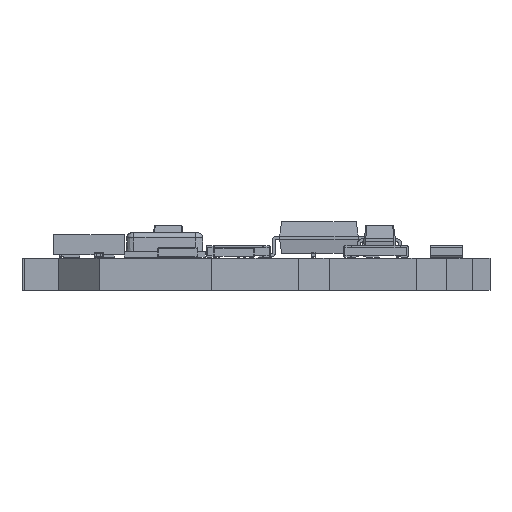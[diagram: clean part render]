
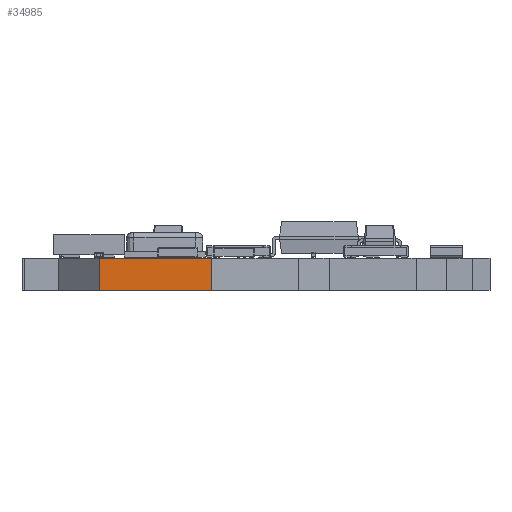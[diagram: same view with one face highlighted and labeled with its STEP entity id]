
A CAD part, front view. The second image highlights one B-rep face of the part: STEP entity #34985.
In plain terms, the highlighted planar face has unit normal (0, -1, 0).
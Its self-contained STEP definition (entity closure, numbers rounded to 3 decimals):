
#33175 = PLANE('',#33176);
#33176 = AXIS2_PLACEMENT_3D('',#33177,#33178,#33179);
#33177 = CARTESIAN_POINT('',(173.053,-34.197,1.6));
#33178 = DIRECTION('',(-0.,-0.,-1.));
#33179 = DIRECTION('',(-1.,0.,0.));
#33229 = PLANE('',#33230);
#33230 = AXIS2_PLACEMENT_3D('',#33231,#33232,#33233);
#33231 = CARTESIAN_POINT('',(173.053,-34.197,0.));
#33232 = DIRECTION('',(-0.,-0.,-1.));
#33233 = DIRECTION('',(-1.,0.,0.));
#33590 = VERTEX_POINT('',#33591);
#33591 = CARTESIAN_POINT('',(172.466,-53.848,0.));
#33605 = PLANE('',#33606);
#33606 = AXIS2_PLACEMENT_3D('',#33607,#33608,#33609);
#33607 = CARTESIAN_POINT('',(176.784,-49.53,0.));
#33608 = DIRECTION('',(0.707,-0.707,0.));
#33609 = DIRECTION('',(-0.707,-0.707,0.));
#33617 = EDGE_CURVE('',#33590,#33618,#33620,.T.);
#33618 = VERTEX_POINT('',#33619);
#33619 = CARTESIAN_POINT('',(166.878,-53.848,0.));
#33620 = SURFACE_CURVE('',#33621,(#33625,#33632),.PCURVE_S1.);
#33621 = LINE('',#33622,#33623);
#33622 = CARTESIAN_POINT('',(172.466,-53.848,0.));
#33623 = VECTOR('',#33624,1.);
#33624 = DIRECTION('',(-1.,0.,0.));
#33625 = PCURVE('',#33229,#33626);
#33626 = DEFINITIONAL_REPRESENTATION('',(#33627),#33631);
#33627 = LINE('',#33628,#33629);
#33628 = CARTESIAN_POINT('',(0.587,-19.651));
#33629 = VECTOR('',#33630,1.);
#33630 = DIRECTION('',(1.,0.));
#33631 = ( GEOMETRIC_REPRESENTATION_CONTEXT(2) 
PARAMETRIC_REPRESENTATION_CONTEXT() REPRESENTATION_CONTEXT('2D SPACE',''
  ) );
#33632 = PCURVE('',#33633,#33638);
#33633 = PLANE('',#33634);
#33634 = AXIS2_PLACEMENT_3D('',#33635,#33636,#33637);
#33635 = CARTESIAN_POINT('',(172.466,-53.848,0.));
#33636 = DIRECTION('',(0.,-1.,0.));
#33637 = DIRECTION('',(-1.,0.,0.));
#33638 = DEFINITIONAL_REPRESENTATION('',(#33639),#33643);
#33639 = LINE('',#33640,#33641);
#33640 = CARTESIAN_POINT('',(0.,-0.));
#33641 = VECTOR('',#33642,1.);
#33642 = DIRECTION('',(1.,0.));
#33643 = ( GEOMETRIC_REPRESENTATION_CONTEXT(2) 
PARAMETRIC_REPRESENTATION_CONTEXT() REPRESENTATION_CONTEXT('2D SPACE',''
  ) );
#33661 = PLANE('',#33662);
#33662 = AXIS2_PLACEMENT_3D('',#33663,#33664,#33665);
#33663 = CARTESIAN_POINT('',(166.878,-53.848,0.));
#33664 = DIRECTION('',(-0.707,-0.707,0.));
#33665 = DIRECTION('',(-0.707,0.707,0.));
#34177 = VERTEX_POINT('',#34178);
#34178 = CARTESIAN_POINT('',(172.466,-53.848,1.6));
#34199 = EDGE_CURVE('',#34177,#34200,#34202,.T.);
#34200 = VERTEX_POINT('',#34201);
#34201 = CARTESIAN_POINT('',(166.878,-53.848,1.6));
#34202 = SURFACE_CURVE('',#34203,(#34207,#34214),.PCURVE_S1.);
#34203 = LINE('',#34204,#34205);
#34204 = CARTESIAN_POINT('',(172.466,-53.848,1.6));
#34205 = VECTOR('',#34206,1.);
#34206 = DIRECTION('',(-1.,0.,0.));
#34207 = PCURVE('',#33175,#34208);
#34208 = DEFINITIONAL_REPRESENTATION('',(#34209),#34213);
#34209 = LINE('',#34210,#34211);
#34210 = CARTESIAN_POINT('',(0.587,-19.651));
#34211 = VECTOR('',#34212,1.);
#34212 = DIRECTION('',(1.,0.));
#34213 = ( GEOMETRIC_REPRESENTATION_CONTEXT(2) 
PARAMETRIC_REPRESENTATION_CONTEXT() REPRESENTATION_CONTEXT('2D SPACE',''
  ) );
#34214 = PCURVE('',#33633,#34215);
#34215 = DEFINITIONAL_REPRESENTATION('',(#34216),#34220);
#34216 = LINE('',#34217,#34218);
#34217 = CARTESIAN_POINT('',(0.,-1.6));
#34218 = VECTOR('',#34219,1.);
#34219 = DIRECTION('',(1.,0.));
#34220 = ( GEOMETRIC_REPRESENTATION_CONTEXT(2) 
PARAMETRIC_REPRESENTATION_CONTEXT() REPRESENTATION_CONTEXT('2D SPACE',''
  ) );
#34937 = EDGE_CURVE('',#33590,#34177,#34938,.T.);
#34938 = SURFACE_CURVE('',#34939,(#34943,#34950),.PCURVE_S1.);
#34939 = LINE('',#34940,#34941);
#34940 = CARTESIAN_POINT('',(172.466,-53.848,0.));
#34941 = VECTOR('',#34942,1.);
#34942 = DIRECTION('',(0.,0.,1.));
#34943 = PCURVE('',#33605,#34944);
#34944 = DEFINITIONAL_REPRESENTATION('',(#34945),#34949);
#34945 = LINE('',#34946,#34947);
#34946 = CARTESIAN_POINT('',(6.107,0.));
#34947 = VECTOR('',#34948,1.);
#34948 = DIRECTION('',(0.,-1.));
#34949 = ( GEOMETRIC_REPRESENTATION_CONTEXT(2) 
PARAMETRIC_REPRESENTATION_CONTEXT() REPRESENTATION_CONTEXT('2D SPACE',''
  ) );
#34950 = PCURVE('',#33633,#34951);
#34951 = DEFINITIONAL_REPRESENTATION('',(#34952),#34956);
#34952 = LINE('',#34953,#34954);
#34953 = CARTESIAN_POINT('',(0.,-0.));
#34954 = VECTOR('',#34955,1.);
#34955 = DIRECTION('',(0.,-1.));
#34956 = ( GEOMETRIC_REPRESENTATION_CONTEXT(2) 
PARAMETRIC_REPRESENTATION_CONTEXT() REPRESENTATION_CONTEXT('2D SPACE',''
  ) );
#34985 = ADVANCED_FACE('',(#34986),#33633,.T.);
#34986 = FACE_BOUND('',#34987,.T.);
#34987 = EDGE_LOOP('',(#34988,#34989,#34990,#35011));
#34988 = ORIENTED_EDGE('',*,*,#34937,.T.);
#34989 = ORIENTED_EDGE('',*,*,#34199,.T.);
#34990 = ORIENTED_EDGE('',*,*,#34991,.F.);
#34991 = EDGE_CURVE('',#33618,#34200,#34992,.T.);
#34992 = SURFACE_CURVE('',#34993,(#34997,#35004),.PCURVE_S1.);
#34993 = LINE('',#34994,#34995);
#34994 = CARTESIAN_POINT('',(166.878,-53.848,0.));
#34995 = VECTOR('',#34996,1.);
#34996 = DIRECTION('',(0.,0.,1.));
#34997 = PCURVE('',#33633,#34998);
#34998 = DEFINITIONAL_REPRESENTATION('',(#34999),#35003);
#34999 = LINE('',#35000,#35001);
#35000 = CARTESIAN_POINT('',(5.588,0.));
#35001 = VECTOR('',#35002,1.);
#35002 = DIRECTION('',(0.,-1.));
#35003 = ( GEOMETRIC_REPRESENTATION_CONTEXT(2) 
PARAMETRIC_REPRESENTATION_CONTEXT() REPRESENTATION_CONTEXT('2D SPACE',''
  ) );
#35004 = PCURVE('',#33661,#35005);
#35005 = DEFINITIONAL_REPRESENTATION('',(#35006),#35010);
#35006 = LINE('',#35007,#35008);
#35007 = CARTESIAN_POINT('',(0.,0.));
#35008 = VECTOR('',#35009,1.);
#35009 = DIRECTION('',(0.,-1.));
#35010 = ( GEOMETRIC_REPRESENTATION_CONTEXT(2) 
PARAMETRIC_REPRESENTATION_CONTEXT() REPRESENTATION_CONTEXT('2D SPACE',''
  ) );
#35011 = ORIENTED_EDGE('',*,*,#33617,.F.);
